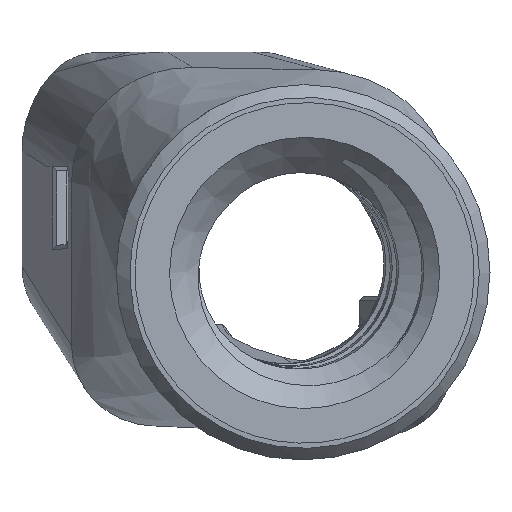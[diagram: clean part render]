
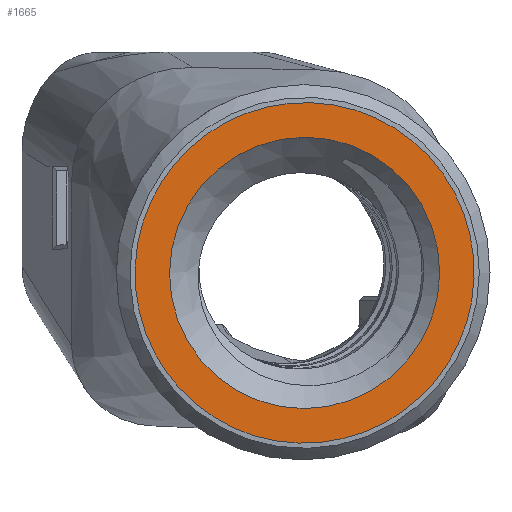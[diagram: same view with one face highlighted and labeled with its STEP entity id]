
A CAD part, top view. The second image highlights one B-rep face of the part: STEP entity #1665.
In plain terms, the highlighted planar face has unit normal (0.103, -0.044, 0.994).
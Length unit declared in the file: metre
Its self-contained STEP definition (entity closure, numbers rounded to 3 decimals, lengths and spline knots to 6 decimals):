
#86=PLANE('',#1770);
#102=CIRCLE('',#1771,0.011);
#705=ORIENTED_EDGE('',*,*,#1021,.T.);
#706=ORIENTED_EDGE('',*,*,#1022,.T.);
#707=ORIENTED_EDGE('',*,*,#1023,.T.);
#708=ORIENTED_EDGE('',*,*,#1024,.T.);
#709=ORIENTED_EDGE('',*,*,#1025,.T.);
#710=ORIENTED_EDGE('',*,*,#1026,.T.);
#711=ORIENTED_EDGE('',*,*,#1027,.T.);
#712=ORIENTED_EDGE('',*,*,#1028,.T.);
#713=ORIENTED_EDGE('',*,*,#1029,.T.);
#1021=EDGE_CURVE('',#1193,#1193,#102,.T.);
#1022=EDGE_CURVE('',#1194,#1195,#1339,.T.);
#1023=EDGE_CURVE('',#1195,#1196,#1340,.T.);
#1024=EDGE_CURVE('',#1196,#1197,#1341,.T.);
#1025=EDGE_CURVE('',#1197,#1198,#1342,.T.);
#1026=EDGE_CURVE('',#1198,#1199,#1343,.T.);
#1027=EDGE_CURVE('',#1199,#1200,#1344,.T.);
#1028=EDGE_CURVE('',#1200,#1201,#1345,.T.);
#1029=EDGE_CURVE('',#1201,#1194,#1346,.T.);
#1193=VERTEX_POINT('',#4264);
#1194=VERTEX_POINT('',#4269);
#1195=VERTEX_POINT('',#4270);
#1196=VERTEX_POINT('',#4275);
#1197=VERTEX_POINT('',#4280);
#1198=VERTEX_POINT('',#4285);
#1199=VERTEX_POINT('',#4290);
#1200=VERTEX_POINT('',#4295);
#1201=VERTEX_POINT('',#4300);
#1339=B_SPLINE_CURVE_WITH_KNOTS('',3,(#4265,#4266,#4267,#4268),
 .UNSPECIFIED.,.F.,.F.,(4,4),(0.,1.),.UNSPECIFIED.);
#1340=B_SPLINE_CURVE_WITH_KNOTS('',3,(#4271,#4272,#4273,#4274),
 .UNSPECIFIED.,.F.,.F.,(4,4),(0.,1.),.UNSPECIFIED.);
#1341=B_SPLINE_CURVE_WITH_KNOTS('',3,(#4276,#4277,#4278,#4279),
 .UNSPECIFIED.,.F.,.F.,(4,4),(0.,1.),.UNSPECIFIED.);
#1342=B_SPLINE_CURVE_WITH_KNOTS('',3,(#4281,#4282,#4283,#4284),
 .UNSPECIFIED.,.F.,.F.,(4,4),(0.,1.),.UNSPECIFIED.);
#1343=B_SPLINE_CURVE_WITH_KNOTS('',3,(#4286,#4287,#4288,#4289),
 .UNSPECIFIED.,.F.,.F.,(4,4),(0.,1.),.UNSPECIFIED.);
#1344=B_SPLINE_CURVE_WITH_KNOTS('',3,(#4291,#4292,#4293,#4294),
 .UNSPECIFIED.,.F.,.F.,(4,4),(0.,1.),.UNSPECIFIED.);
#1345=B_SPLINE_CURVE_WITH_KNOTS('',3,(#4296,#4297,#4298,#4299),
 .UNSPECIFIED.,.F.,.F.,(4,4),(0.,1.),.UNSPECIFIED.);
#1346=B_SPLINE_CURVE_WITH_KNOTS('',3,(#4301,#4302,#4303,#4304),
 .UNSPECIFIED.,.F.,.F.,(4,4),(0.,1.),.UNSPECIFIED.);
#1439=EDGE_LOOP('',(#705));
#1440=EDGE_LOOP('',(#706,#707,#708,#709,#710,#711,#712,#713));
#1545=FACE_BOUND('',#1439,.T.);
#1546=FACE_BOUND('',#1440,.T.);
#1665=ADVANCED_FACE('',(#1545,#1546),#86,.F.);
#1770=AXIS2_PLACEMENT_3D('',#4262,#2020,#2021);
#1771=AXIS2_PLACEMENT_3D('',#4263,#2022,#2023);
#2020=DIRECTION('',(-0.103,0.044,-0.994));
#2021=DIRECTION('',(0.995,0.005,-0.103));
#2022=DIRECTION('',(-0.103,0.044,-0.994));
#2023=DIRECTION('',(-0.995,0.,0.103));
#4262=CARTESIAN_POINT('',(0.003357,-0.001442,0.032355));
#4263=CARTESIAN_POINT('',(0.003357,-0.001442,0.032355));
#4264=CARTESIAN_POINT('',(-0.007584,-0.001442,0.033491));
#4265=CARTESIAN_POINT('',(0.015516,0.005038,0.031382));
#4266=CARTESIAN_POINT('',(0.013832,0.008247,0.0317));
#4267=CARTESIAN_POINT('',(0.010883,0.010694,0.032115));
#4268=CARTESIAN_POINT('',(0.007433,0.011755,0.03252));
#4269=CARTESIAN_POINT('',(0.015516,0.005038,0.031382));
#4270=CARTESIAN_POINT('',(0.007433,0.011755,0.03252));
#4271=CARTESIAN_POINT('',(0.007433,0.011755,0.03252));
#4272=CARTESIAN_POINT('',(0.003977,0.012817,0.032926));
#4273=CARTESIAN_POINT('',(0.000159,0.012445,0.033306));
#4274=CARTESIAN_POINT('',(-0.003039,0.010741,0.033562));
#4275=CARTESIAN_POINT('',(-0.003039,0.010741,0.033562));
#4276=CARTESIAN_POINT('',(-0.003039,0.010741,0.033562));
#4277=CARTESIAN_POINT('',(-0.006241,0.009035,0.033818));
#4278=CARTESIAN_POINT('',(-0.008691,0.006061,0.03394));
#4279=CARTESIAN_POINT('',(-0.009763,0.002591,0.033896));
#4280=CARTESIAN_POINT('',(-0.009763,0.002591,0.033896));
#4281=CARTESIAN_POINT('',(-0.009763,0.002591,0.033896));
#4282=CARTESIAN_POINT('',(-0.010837,-0.000885,0.033853));
#4283=CARTESIAN_POINT('',(-0.010484,-0.004718,0.033646));
#4284=CARTESIAN_POINT('',(-0.008802,-0.007921,0.033328));
#4285=CARTESIAN_POINT('',(-0.008802,-0.007921,0.033328));
#4286=CARTESIAN_POINT('',(-0.008802,-0.007921,0.033328));
#4287=CARTESIAN_POINT('',(-0.007117,-0.01113,0.033011));
#4288=CARTESIAN_POINT('',(-0.004168,-0.013578,0.032595));
#4289=CARTESIAN_POINT('',(-0.000718,-0.014638,0.03219));
#4290=CARTESIAN_POINT('',(-0.000718,-0.014638,0.03219));
#4291=CARTESIAN_POINT('',(-0.000718,-0.014638,0.03219));
#4292=CARTESIAN_POINT('',(0.002737,-0.0157,0.031784));
#4293=CARTESIAN_POINT('',(0.006556,-0.015328,0.031405));
#4294=CARTESIAN_POINT('',(0.009753,-0.013624,0.031149));
#4295=CARTESIAN_POINT('',(0.009753,-0.013624,0.031149));
#4296=CARTESIAN_POINT('',(0.009753,-0.013624,0.031149));
#4297=CARTESIAN_POINT('',(0.012956,-0.011918,0.030893));
#4298=CARTESIAN_POINT('',(0.015406,-0.008944,0.030771));
#4299=CARTESIAN_POINT('',(0.016478,-0.005474,0.030814));
#4300=CARTESIAN_POINT('',(0.016478,-0.005474,0.030814));
#4301=CARTESIAN_POINT('',(0.016478,-0.005474,0.030814));
#4302=CARTESIAN_POINT('',(0.017551,-0.001998,0.030858));
#4303=CARTESIAN_POINT('',(0.017198,0.001835,0.031065));
#4304=CARTESIAN_POINT('',(0.015516,0.005038,0.031382));
